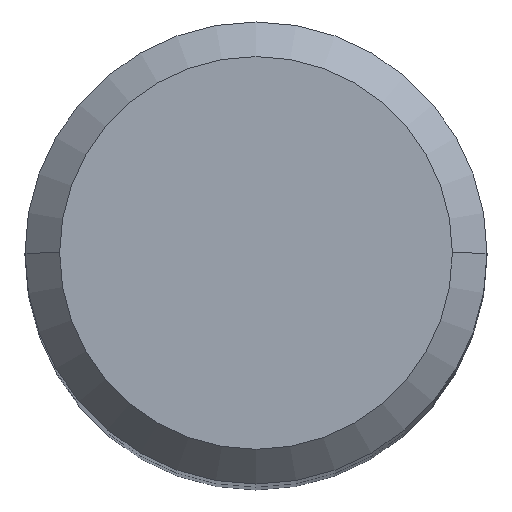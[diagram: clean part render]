
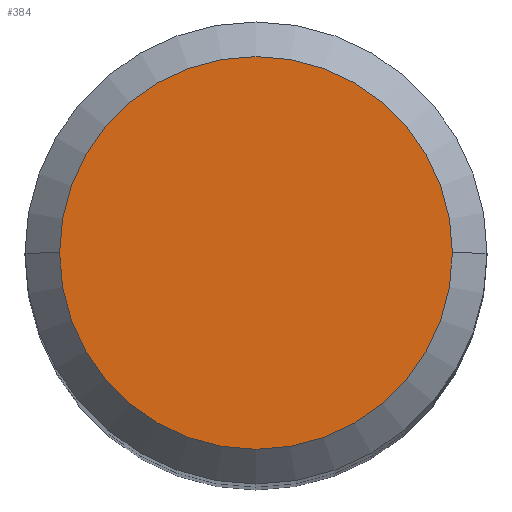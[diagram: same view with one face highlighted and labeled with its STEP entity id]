
A CAD part, top view. The second image highlights one B-rep face of the part: STEP entity #384.
In plain terms, the highlighted planar face has unit normal (0, 0, 1).
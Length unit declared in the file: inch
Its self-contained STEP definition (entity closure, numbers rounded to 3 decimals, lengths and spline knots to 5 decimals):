
#17 = ORIENTED_EDGE ( 'NONE', *, *, #175, .T. ) ;
#29 = AXIS2_PLACEMENT_3D ( 'NONE', #344, #233, #234 ) ;
#82 = CARTESIAN_POINT ( 'NONE',  ( 0., 0., 0. ) ) ;
#88 = PLANE ( 'NONE',  #208 ) ;
#110 = AXIS2_PLACEMENT_3D ( 'NONE', #82, #341, #227 ) ;
#117 = CARTESIAN_POINT ( 'NONE',  ( 0.20077, 0., 0. ) ) ;
#128 = DIRECTION ( 'NONE',  ( -1., 0., 0. ) ) ;
#157 = CARTESIAN_POINT ( 'NONE',  ( -0.20077, 0., 0. ) ) ;
#175 = EDGE_CURVE ( 'NONE', #431, #253, #400, .T. ) ;
#208 = AXIS2_PLACEMENT_3D ( 'NONE', #247, #471, #128 ) ;
#227 = DIRECTION ( 'NONE',  ( 1., 0., 0. ) ) ;
#229 = EDGE_CURVE ( 'NONE', #253, #431, #407, .T. ) ;
#233 = DIRECTION ( 'NONE',  ( 0., 0., 1. ) ) ;
#234 = DIRECTION ( 'NONE',  ( 1., 0., 0. ) ) ;
#244 = FACE_OUTER_BOUND ( 'NONE', #486, .T. ) ;
#247 = CARTESIAN_POINT ( 'NONE',  ( 0., 0., 0. ) ) ;
#253 = VERTEX_POINT ( 'NONE', #117 ) ;
#255 = ORIENTED_EDGE ( 'NONE', *, *, #229, .T. ) ;
#341 = DIRECTION ( 'NONE',  ( 0., 0., 1. ) ) ;
#344 = CARTESIAN_POINT ( 'NONE',  ( 0., 0., 0. ) ) ;
#384 = ADVANCED_FACE ( 'NONE', ( #244 ), #88, .F. ) ;
#400 = CIRCLE ( 'NONE', #110, 0.20077 ) ;
#407 = CIRCLE ( 'NONE', #29, 0.20077 ) ;
#431 = VERTEX_POINT ( 'NONE', #157 ) ;
#471 = DIRECTION ( 'NONE',  ( 0., 0., -1. ) ) ;
#486 = EDGE_LOOP ( 'NONE', ( #17, #255 ) ) ;
